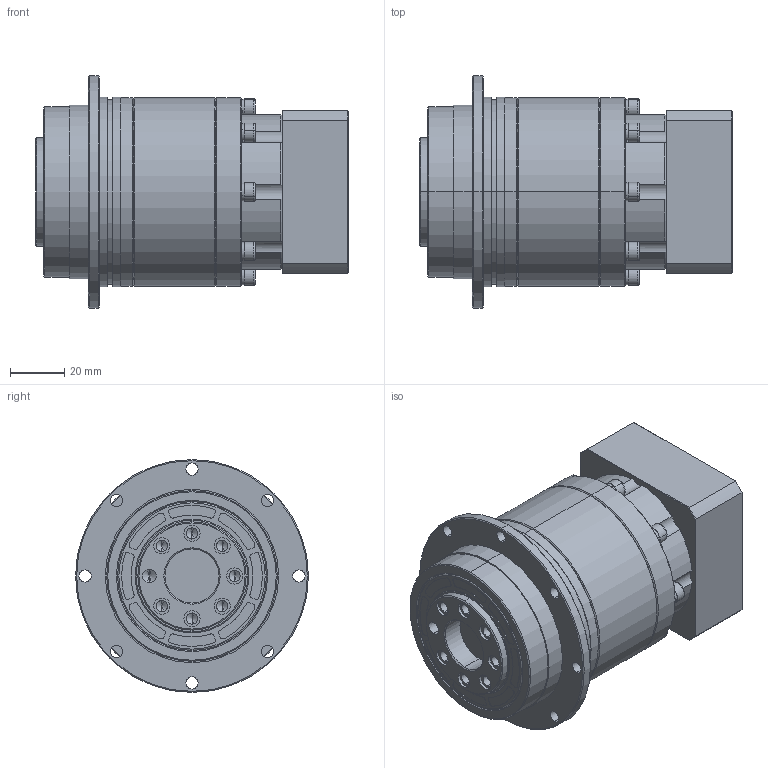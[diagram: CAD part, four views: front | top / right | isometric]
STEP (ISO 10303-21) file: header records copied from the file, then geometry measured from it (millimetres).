
FILE_DESCRIPTION (( 'STEP AP203' ), '1' );
FILE_NAME ('KD64L2-50-14-37-M5-70 俋倛芞.step', '2022-10-19T01:08:37', ( 'PC' ), ( 'Microsoft' ), 'SwSTEP 2.0', 'SolidWorks 2016', '' );
FILE_SCHEMA (( 'CONFIG_CONTROL_DESIGN' ));
Length unit declared in the file: millimetre
Products named in the file (10): spring lock washers--normal type gb_GB_FASTENER_WASHER_SW 4; hexagon socket head cap screws gb_GB_FASTENER_SCREWS_HSHCS M5X16-N; hex socket set screws with flat point gb_GB_FASTENER_SCREWS_HSFP M10X10-N; 二级齿圈KD64外形图; 一级齿圈 法兰盘KD64外形图; KD64L2-50-14-37-M5-70 俋倛芞; 笢潔楊擘KD64俋倛芞; 萇儂楊擘 KB60-D50-M5-70F60H24.5; 一级整体太阳轮夹套外形图 KB60D14; hexagon socket head cap screws gb_GB_FASTENER_SCREWS_HSHCS M4X20-N
Assembly tree (35 placements, depth 2):
  KD64L2-50-14-37-M5-70 俋倛芞
    一级齿圈 法兰盘KD64外形图
    笢潔楊擘KD64俋倛芞
    萇儂楊擘 KB60-D50-M5-70F60H24.5
    一级整体太阳轮夹套外形图 KB60D14
    hexagon socket head cap screws gb_GB_FASTENER_SCREWS_HSHCS M4X20-N  x14
    spring lock washers--normal type gb_GB_FASTENER_WASHER_SW 4  x14
    hexagon socket head cap screws gb_GB_FASTENER_SCREWS_HSHCS M5X16-N
    hex socket set screws with flat point gb_GB_FASTENER_SCREWS_HSFP M10X10-N
    二级齿圈KD64外形图
Bounding box: 115.5 x 86 x 86 mm (x, y, z)
Volume: 269161.4 mm3; surface area: 83807.7 mm2
Topology: 36 solids, 36 shells, 1074 faces, 2564 edges, 1577 vertices
Faces by surface type: cylinder 423, plane 409, cone 210, torus 32
Entity records: 20353 total; most frequent: DIRECTION 3491, CARTESIAN_POINT 3435, ORIENTED_EDGE 2964, EDGE_CURVE 1482, AXIS2_PLACEMENT_3D 1420, VERTEX_POINT 940, CIRCLE 763, EDGE_LOOP 732
